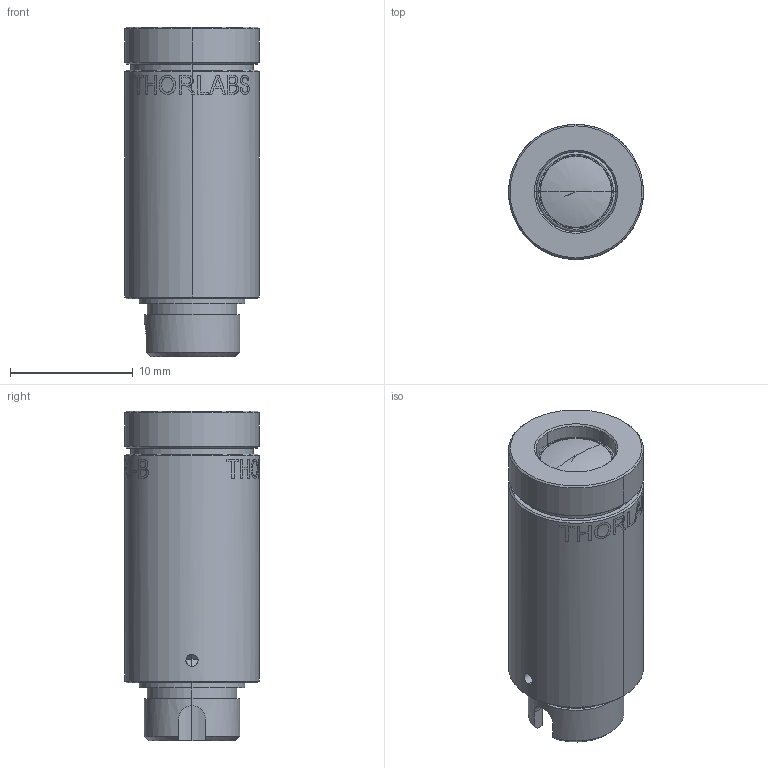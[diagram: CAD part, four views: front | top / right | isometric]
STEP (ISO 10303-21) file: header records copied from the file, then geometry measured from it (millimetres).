
FILE_DESCRIPTION (( 'STEP AP203' ), '1' );
FILE_NAME ('17925-E0W.STEP', '2015-09-08T19:10:32', ( '' ), ( '' ), 'SwSTEP 2.0', 'SolidWorks 2014', '' );
FILE_SCHEMA (( 'CONFIG_CONTROL_DESIGN' ));
Length unit declared in the file: millimetre
Products named in the file (1): 17925-E0W
Bounding box: 11 x 11 x 26.87 mm (x, y, z)
Volume: 1268 mm3; surface area: 2062.6 mm2
Topology: 3 solids, 3 shells, 113 faces, 380 edges, 305 vertices
Faces by surface type: cylinder 64, cone 24, plane 17, torus 6, bspline 2
Entity records: 6893 total; most frequent: CARTESIAN_POINT 3466, ORIENTED_EDGE 756, DIRECTION 626, EDGE_CURVE 378, VERTEX_POINT 305, AXIS2_PLACEMENT_3D 261, EDGE_LOOP 155, CIRCLE 149
